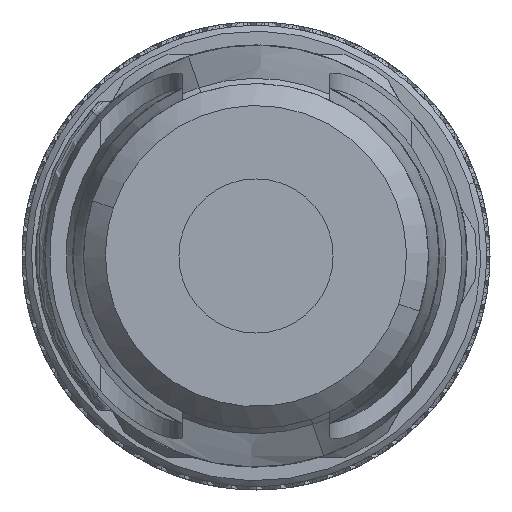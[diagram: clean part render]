
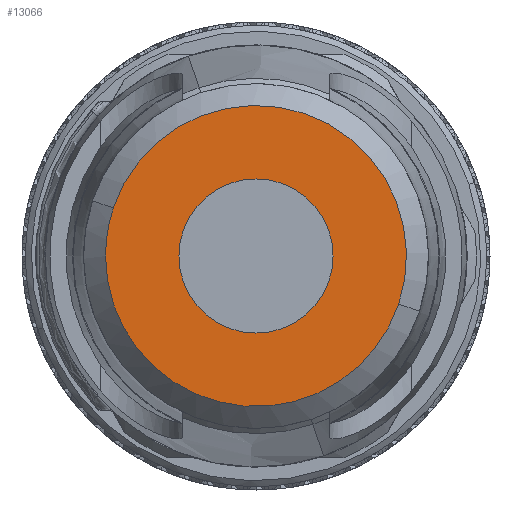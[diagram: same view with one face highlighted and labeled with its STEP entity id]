
A CAD part, front view. The second image highlights one B-rep face of the part: STEP entity #13066.
In plain terms, the highlighted planar face has unit normal (0, -1, 0).
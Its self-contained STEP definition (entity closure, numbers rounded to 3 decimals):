
#9563=FACE_OUTER_BOUND('',#20008,.T.);
#13066=ADVANCED_FACE('',(#9563),#15945,.T.);
#15945=PLANE('',#65113);
#20008=EDGE_LOOP('',(#37392,#37393,#37394));
#21266=CIRCLE('',#65108,8.2);
#21267=CIRCLE('',#65110,8.2);
#21268=CIRCLE('',#65111,8.2);
#37392=ORIENTED_EDGE('',*,*,#54211,.F.);
#37393=ORIENTED_EDGE('',*,*,#54210,.F.);
#37394=ORIENTED_EDGE('',*,*,#54207,.F.);
#45470=VERTEX_POINT('',#111122);
#45471=VERTEX_POINT('',#111123);
#45472=VERTEX_POINT('',#111128);
#54207=EDGE_CURVE('',#45470,#45471,#21266,.T.);
#54210=EDGE_CURVE('',#45471,#45472,#21267,.T.);
#54211=EDGE_CURVE('',#45472,#45470,#21268,.T.);
#65108=AXIS2_PLACEMENT_3D('',#111121,#75497,#75498);
#65110=AXIS2_PLACEMENT_3D('',#111127,#75503,#75504);
#65111=AXIS2_PLACEMENT_3D('',#111129,#75505,#75506);
#65113=AXIS2_PLACEMENT_3D('',#111131,#75509,#75510);
#75497=DIRECTION('',(0.,1.,0.));
#75498=DIRECTION('',(-0.948,0.,0.32));
#75503=DIRECTION('',(0.,1.,0.));
#75504=DIRECTION('',(0.948,0.,-0.32));
#75505=DIRECTION('',(0.,1.,0.));
#75506=DIRECTION('',(-1.,0.,0.));
#75509=DIRECTION('',(0.,-1.,0.));
#75510=DIRECTION('',(-1.,0.,0.));
#111121=CARTESIAN_POINT('',(0.,0.,0.));
#111122=CARTESIAN_POINT('',(-7.77,0.,2.622));
#111123=CARTESIAN_POINT('',(7.77,0.,-2.622));
#111127=CARTESIAN_POINT('',(0.,0.,0.));
#111128=CARTESIAN_POINT('',(-8.2,0.,0.));
#111129=CARTESIAN_POINT('',(0.,0.,0.));
#111131=CARTESIAN_POINT('',(-11.5,0.,0.));
